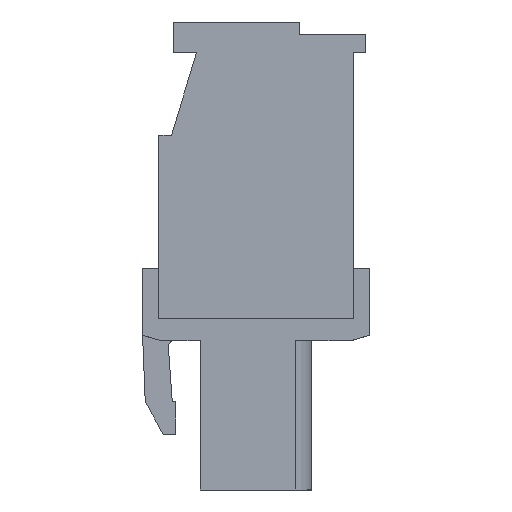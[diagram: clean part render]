
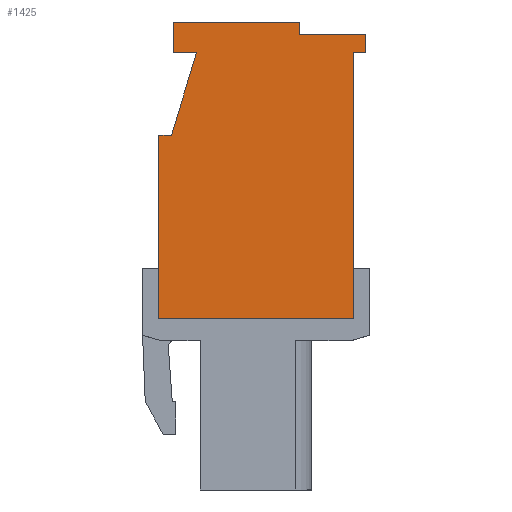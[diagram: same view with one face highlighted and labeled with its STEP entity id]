
A CAD part, left-side view. The second image highlights one B-rep face of the part: STEP entity #1425.
In plain terms, the highlighted planar face has unit normal (-1, 0, 0).
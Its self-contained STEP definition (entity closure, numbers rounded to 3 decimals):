
#1425 = ADVANCED_FACE( '', ( #3046 ), #3047, .T. );
#3046 = FACE_OUTER_BOUND( '', #4953, .T. );
#3047 = PLANE( '', #4954 );
#4953 = EDGE_LOOP( '', ( #8743, #8744, #8745, #8746, #8747, #8748, #8749, #8750, #8751, #8752, #8753, #8754 ) );
#4954 = AXIS2_PLACEMENT_3D( '', #8755, #8756, #8757 );
#8743 = ORIENTED_EDGE( '', *, *, #13093, .T. );
#8744 = ORIENTED_EDGE( '', *, *, #13094, .F. );
#8745 = ORIENTED_EDGE( '', *, *, #13095, .T. );
#8746 = ORIENTED_EDGE( '', *, *, #13096, .T. );
#8747 = ORIENTED_EDGE( '', *, *, #12777, .T. );
#8748 = ORIENTED_EDGE( '', *, *, #13097, .T. );
#8749 = ORIENTED_EDGE( '', *, *, #13098, .T. );
#8750 = ORIENTED_EDGE( '', *, *, #13099, .T. );
#8751 = ORIENTED_EDGE( '', *, *, #13100, .T. );
#8752 = ORIENTED_EDGE( '', *, *, #12635, .T. );
#8753 = ORIENTED_EDGE( '', *, *, #12692, .T. );
#8754 = ORIENTED_EDGE( '', *, *, #12767, .T. );
#8755 = CARTESIAN_POINT( '', ( 0., 0., 0. ) );
#8756 = DIRECTION( '', ( -1., 0., 0. ) );
#8757 = DIRECTION( '', ( 0., -1., 0. ) );
#12635 = EDGE_CURVE( '', #15596, #15597, #15598, .T. );
#12692 = EDGE_CURVE( '', #15597, #15680, #15681, .T. );
#12767 = EDGE_CURVE( '', #15680, #15794, #15795, .T. );
#12777 = EDGE_CURVE( '', #15810, #15811, #15812, .T. );
#13093 = EDGE_CURVE( '', #15794, #16275, #16276, .T. );
#13094 = EDGE_CURVE( '', #16277, #16275, #16278, .T. );
#13095 = EDGE_CURVE( '', #16277, #16279, #16280, .T. );
#13096 = EDGE_CURVE( '', #16279, #15810, #16281, .T. );
#13097 = EDGE_CURVE( '', #15811, #16282, #16283, .T. );
#13098 = EDGE_CURVE( '', #16282, #16284, #16285, .T. );
#13099 = EDGE_CURVE( '', #16284, #16286, #16287, .T. );
#13100 = EDGE_CURVE( '', #16286, #15596, #16288, .T. );
#15596 = VERTEX_POINT( '', #19713 );
#15597 = VERTEX_POINT( '', #19714 );
#15598 = LINE( '', #19715, #19716 );
#15680 = VERTEX_POINT( '', #19839 );
#15681 = LINE( '', #19840, #19841 );
#15794 = VERTEX_POINT( '', #20006 );
#15795 = LINE( '', #20007, #20008 );
#15810 = VERTEX_POINT( '', #20029 );
#15811 = VERTEX_POINT( '', #20030 );
#15812 = LINE( '', #20031, #20032 );
#16275 = VERTEX_POINT( '', #20704 );
#16276 = LINE( '', #20705, #20706 );
#16277 = VERTEX_POINT( '', #20707 );
#16278 = LINE( '', #20708, #20709 );
#16279 = VERTEX_POINT( '', #20710 );
#16280 = LINE( '', #20711, #20712 );
#16281 = LINE( '', #20713, #20714 );
#16282 = VERTEX_POINT( '', #20715 );
#16283 = LINE( '', #20716, #20717 );
#16284 = VERTEX_POINT( '', #20718 );
#16285 = LINE( '', #20719, #20720 );
#16286 = VERTEX_POINT( '', #20721 );
#16287 = LINE( '', #20722, #20723 );
#16288 = LINE( '', #20724, #20725 );
#19713 = CARTESIAN_POINT( '', ( 0., 10., 15.7 ) );
#19714 = CARTESIAN_POINT( '', ( 0., 8.7, 15.7 ) );
#19715 = CARTESIAN_POINT( '', ( 0., 10., 15.7 ) );
#19716 = VECTOR( '', #22914, 1000. );
#19839 = CARTESIAN_POINT( '', ( 0., 10.1, 11.1 ) );
#19840 = CARTESIAN_POINT( '', ( 0., 8.7, 15.7 ) );
#19841 = VECTOR( '', #22962, 1000. );
#20006 = CARTESIAN_POINT( '', ( 0., 10.8, 11.1 ) );
#20007 = CARTESIAN_POINT( '', ( 0., 10.1, 11.1 ) );
#20008 = VECTOR( '', #23036, 1000. );
#20029 = CARTESIAN_POINT( '', ( 0., -0.7, 15.7 ) );
#20030 = CARTESIAN_POINT( '', ( 0., -0.7, 16.7 ) );
#20031 = CARTESIAN_POINT( '', ( 0., -0.7, 15.7 ) );
#20032 = VECTOR( '', #23043, 1000. );
#20704 = CARTESIAN_POINT( '', ( 0., 10.8, 0.9 ) );
#20705 = CARTESIAN_POINT( '', ( 0., 10.8, 11.1 ) );
#20706 = VECTOR( '', #23367, 1000. );
#20707 = CARTESIAN_POINT( '', ( 0., 0., 0.9 ) );
#20708 = CARTESIAN_POINT( '', ( 0., 0., 0.9 ) );
#20709 = VECTOR( '', #23368, 1000. );
#20710 = CARTESIAN_POINT( '', ( 0., 0., 15.7 ) );
#20711 = CARTESIAN_POINT( '', ( 0., 0., 0. ) );
#20712 = VECTOR( '', #23369, 1000. );
#20713 = CARTESIAN_POINT( '', ( 0., 0., 15.7 ) );
#20714 = VECTOR( '', #23370, 1000. );
#20715 = CARTESIAN_POINT( '', ( 0., 3., 16.7 ) );
#20716 = CARTESIAN_POINT( '', ( 0., -0.7, 16.7 ) );
#20717 = VECTOR( '', #23371, 1000. );
#20718 = CARTESIAN_POINT( '', ( 0., 3., 17.4 ) );
#20719 = CARTESIAN_POINT( '', ( 0., 3., 16.7 ) );
#20720 = VECTOR( '', #23372, 1000. );
#20721 = CARTESIAN_POINT( '', ( 0., 10., 17.4 ) );
#20722 = CARTESIAN_POINT( '', ( 0., 3., 17.4 ) );
#20723 = VECTOR( '', #23373, 1000. );
#20724 = CARTESIAN_POINT( '', ( 0., 10., 17.4 ) );
#20725 = VECTOR( '', #23374, 1000. );
#22914 = DIRECTION( '', ( 0., -1., 0. ) );
#22962 = DIRECTION( '', ( 0., 0.291, -0.957 ) );
#23036 = DIRECTION( '', ( 0., 1., 0. ) );
#23043 = DIRECTION( '', ( 0., 0., 1. ) );
#23367 = DIRECTION( '', ( 0., 0., -1. ) );
#23368 = DIRECTION( '', ( 0., 1., 0. ) );
#23369 = DIRECTION( '', ( 0., 0., 1. ) );
#23370 = DIRECTION( '', ( 0., -1., 0. ) );
#23371 = DIRECTION( '', ( 0., 1., 0. ) );
#23372 = DIRECTION( '', ( 0., 0., 1. ) );
#23373 = DIRECTION( '', ( 0., 1., 0. ) );
#23374 = DIRECTION( '', ( 0., 0., -1. ) );
